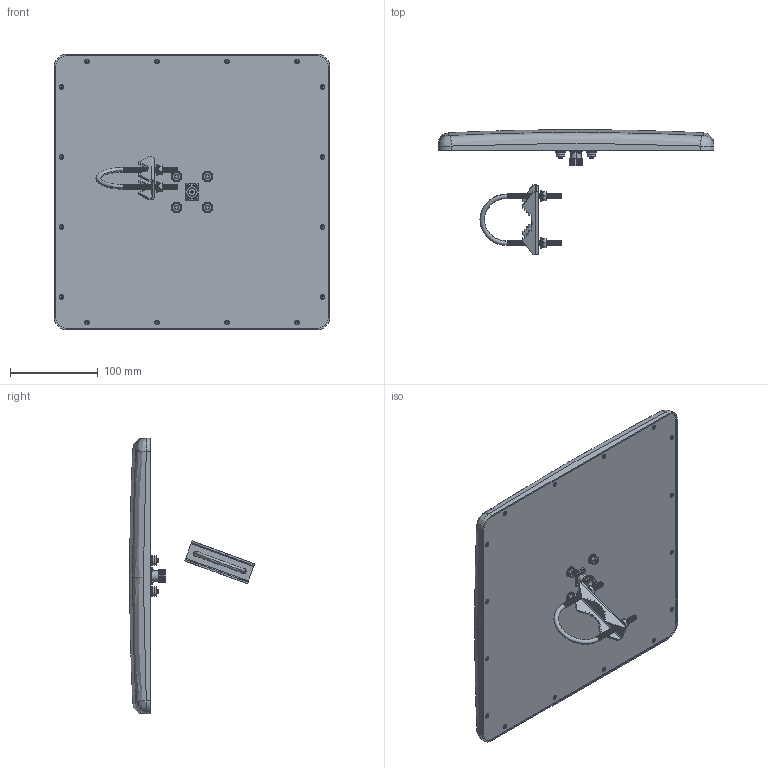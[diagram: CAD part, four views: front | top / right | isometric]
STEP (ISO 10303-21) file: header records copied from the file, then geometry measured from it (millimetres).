
FILE_DESCRIPTION (( 'STEP AP214' ), '1' );
FILE_NAME ('FM51FP1010_3D.step', '2022-12-30T18:01:31', ( '' ), ( '' ), 'SwSTEP 2.0', 'SolidWorks 2022', '' );
FILE_SCHEMA (( 'AUTOMOTIVE_DESIGN' ));
Length unit declared in the file: inch
Products named in the file (5): FM51FP1010_3D; HG4958-23P_BackPlate; HG4958-23P_Ubolt; HG4958-23P; HG4958-23P_Mount Hardware
Assembly tree (4 placements, depth 3):
  FM51FP1010_3D
    HG4958-23P
    HG4958-23P_BackPlate
    HG4958-23P_Mount Hardware
      HG4958-23P_Ubolt
Bounding box: 315 x 143.33 x 315 mm (x, y, z)
Volume: 523358.4 mm3; surface area: 474849.6 mm2
Topology: 4 solids, 4 shells, 1706 faces, 3947 edges, 2344 vertices
Faces by surface type: cone 848, plane 581, cylinder 162, torus 58, bspline 57
Entity records: 73532 total; most frequent: CARTESIAN_POINT 13543, DIRECTION 8138, ORIENTED_EDGE 7886, EDGE_CURVE 3943, AXIS2_PLACEMENT_3D 2993, VERTEX_POINT 2344, LINE 2152, VECTOR 2152
